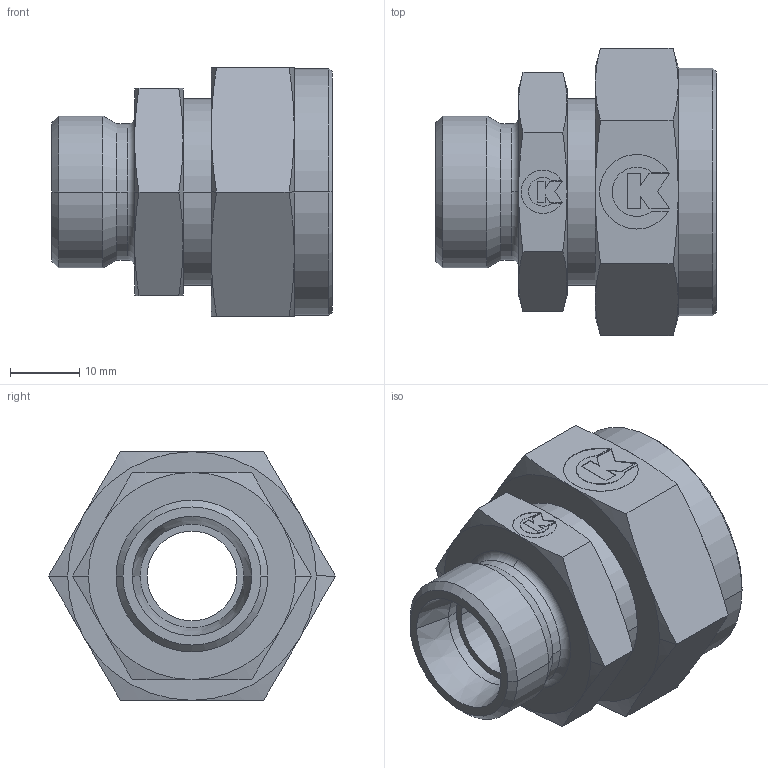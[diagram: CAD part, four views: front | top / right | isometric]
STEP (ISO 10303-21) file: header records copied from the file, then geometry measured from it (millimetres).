
FILE_DESCRIPTION( ( '' ), '1' );
FILE_NAME( '31712215.stp', '2012-08-14T09:47:04', ( '' ), ( '' ), ' ', ' ', ' ' );
FILE_SCHEMA( ( 'CONFIG_CONTROL_DESIGN' ) );
Length unit declared in the file: millimetre
Products named in the file (1): 1
Bounding box: 40.6 x 41.57 x 36 mm (x, y, z)
Volume: 22693.2 mm3; surface area: 9578.5 mm2
Topology: 1 solids, 2 shells, 174 faces, 415 edges, 261 vertices
Faces by surface type: plane 84, cone 52, cylinder 30, torus 8
Entity records: 5006 total; most frequent: CARTESIAN_POINT 947, DIRECTION 858, ORIENTED_EDGE 830, EDGE_CURVE 415, AXIS2_PLACEMENT_3D 316, VERTEX_POINT 261, LINE 226, VECTOR 226
